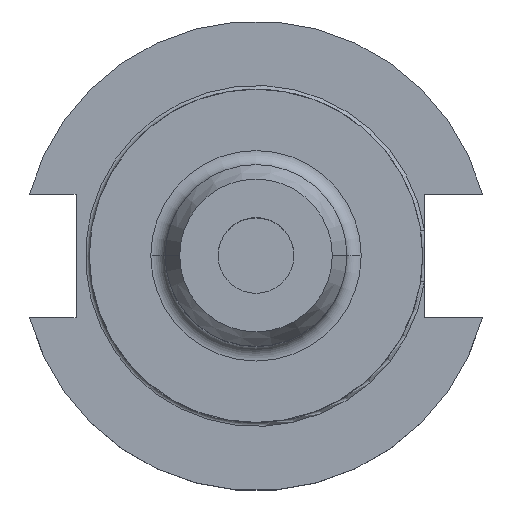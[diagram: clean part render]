
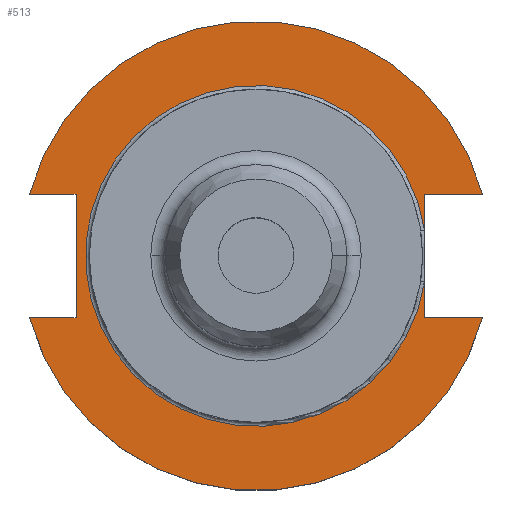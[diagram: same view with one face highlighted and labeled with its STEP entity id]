
A CAD part, top view. The second image highlights one B-rep face of the part: STEP entity #513.
In plain terms, the highlighted planar face has unit normal (0, 0, 1).
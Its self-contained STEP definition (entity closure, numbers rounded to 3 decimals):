
#6 = AXIS2_PLACEMENT_3D ( 'NONE', #1520, #699, #1658 ) ;
#21 = CARTESIAN_POINT ( 'NONE',  ( 35.306, 12.954, 19.05 ) ) ;
#48 = CARTESIAN_POINT ( 'NONE',  ( -63.719, -12.954, 19.05 ) ) ;
#74 = CIRCLE ( 'NONE', #1067, 35.725 ) ;
#170 = EDGE_CURVE ( 'NONE', #1724, #1291, #548, .T. ) ;
#189 = DIRECTION ( 'NONE',  ( 1., 0., 0. ) ) ;
#190 = VECTOR ( 'NONE', #1618, 1000. ) ;
#203 = DIRECTION ( 'NONE',  ( 0., 0., 1. ) ) ;
#242 = CARTESIAN_POINT ( 'NONE',  ( -47.477, 12.954, 19.05 ) ) ;
#257 = DIRECTION ( 'NONE',  ( 0., -1., 0. ) ) ;
#285 = CARTESIAN_POINT ( 'NONE',  ( 35.306, -5.455, 19.05 ) ) ;
#287 = CARTESIAN_POINT ( 'NONE',  ( 35.306, 5.455, 19.05 ) ) ;
#292 = VERTEX_POINT ( 'NONE', #986 ) ;
#327 = LINE ( 'NONE', #354, #1755 ) ;
#333 = CARTESIAN_POINT ( 'NONE',  ( 0., 0., 19.05 ) ) ;
#346 = EDGE_CURVE ( 'NONE', #1141, #475, #1721, .T. ) ;
#347 = LINE ( 'NONE', #48, #685 ) ;
#350 = PLANE ( 'NONE',  #1485 ) ;
#354 = CARTESIAN_POINT ( 'NONE',  ( 35.306, 12.954, 19.05 ) ) ;
#371 = CARTESIAN_POINT ( 'NONE',  ( -37.719, 12.954, 19.05 ) ) ;
#388 = VERTEX_POINT ( 'NONE', #242 ) ;
#407 = EDGE_CURVE ( 'NONE', #292, #388, #1227, .T. ) ;
#422 = CARTESIAN_POINT ( 'NONE',  ( 35.306, 12.954, 19.05 ) ) ;
#441 = VECTOR ( 'NONE', #257, 1000. ) ;
#444 = EDGE_CURVE ( 'NONE', #790, #710, #485, .T. ) ;
#448 = CARTESIAN_POINT ( 'NONE',  ( -37.719, -12.954, 19.05 ) ) ;
#462 = ORIENTED_EDGE ( 'NONE', *, *, #444, .F. ) ;
#475 = VERTEX_POINT ( 'NONE', #836 ) ;
#485 = LINE ( 'NONE', #965, #441 ) ;
#513 = ADVANCED_FACE ( 'NONE', ( #1531 ), #350, .T. ) ;
#548 = LINE ( 'NONE', #422, #1609 ) ;
#584 = ORIENTED_EDGE ( 'NONE', *, *, #407, .F. ) ;
#592 = EDGE_CURVE ( 'NONE', #1210, #292, #1735, .T. ) ;
#603 = CARTESIAN_POINT ( 'NONE',  ( 35.306, -12.954, 19.05 ) ) ;
#615 = ORIENTED_EDGE ( 'NONE', *, *, #1005, .F. ) ;
#636 = VECTOR ( 'NONE', #1461, 1000. ) ;
#684 = DIRECTION ( 'NONE',  ( 0., 0., -1. ) ) ;
#685 = VECTOR ( 'NONE', #751, 1000. ) ;
#699 = DIRECTION ( 'NONE',  ( 0., 0., 1. ) ) ;
#700 = CIRCLE ( 'NONE', #6, 49.212 ) ;
#710 = VERTEX_POINT ( 'NONE', #287 ) ;
#721 = ORIENTED_EDGE ( 'NONE', *, *, #1097, .F. ) ;
#751 = DIRECTION ( 'NONE',  ( 1., 0., 0. ) ) ;
#754 = ORIENTED_EDGE ( 'NONE', *, *, #1312, .F. ) ;
#790 = VERTEX_POINT ( 'NONE', #21 ) ;
#836 = CARTESIAN_POINT ( 'NONE',  ( 47.477, -12.954, 19.05 ) ) ;
#933 = CARTESIAN_POINT ( 'NONE',  ( 35.306, -12.954, 19.05 ) ) ;
#938 = LINE ( 'NONE', #933, #190 ) ;
#959 = DIRECTION ( 'NONE',  ( -1., 0., 0. ) ) ;
#965 = CARTESIAN_POINT ( 'NONE',  ( 35.306, 12.954, 19.05 ) ) ;
#986 = CARTESIAN_POINT ( 'NONE',  ( -37.719, 12.954, 19.05 ) ) ;
#1005 = EDGE_CURVE ( 'NONE', #1189, #790, #327, .T. ) ;
#1038 = DIRECTION ( 'NONE',  ( 0., 0., 1. ) ) ;
#1051 = CARTESIAN_POINT ( 'NONE',  ( 0., 49.212, 19.05 ) ) ;
#1067 = AXIS2_PLACEMENT_3D ( 'NONE', #1503, #684, #1642 ) ;
#1097 = EDGE_CURVE ( 'NONE', #1291, #475, #938, .T. ) ;
#1116 = ORIENTED_EDGE ( 'NONE', *, *, #592, .F. ) ;
#1130 = ORIENTED_EDGE ( 'NONE', *, *, #1647, .T. ) ;
#1141 = VERTEX_POINT ( 'NONE', #1357 ) ;
#1189 = VERTEX_POINT ( 'NONE', #1364 ) ;
#1191 = DIRECTION ( 'NONE',  ( 1., 0., 0. ) ) ;
#1210 = VERTEX_POINT ( 'NONE', #448 ) ;
#1227 = LINE ( 'NONE', #1440, #1309 ) ;
#1246 = DIRECTION ( 'NONE',  ( 0., -1., 0. ) ) ;
#1291 = VERTEX_POINT ( 'NONE', #603 ) ;
#1309 = VECTOR ( 'NONE', #959, 1000. ) ;
#1312 = EDGE_CURVE ( 'NONE', #1141, #1210, #347, .T. ) ;
#1357 = CARTESIAN_POINT ( 'NONE',  ( -47.477, -12.954, 19.05 ) ) ;
#1364 = CARTESIAN_POINT ( 'NONE',  ( 47.477, 12.954, 19.05 ) ) ;
#1365 = AXIS2_PLACEMENT_3D ( 'NONE', #333, #1038, #189 ) ;
#1440 = CARTESIAN_POINT ( 'NONE',  ( -63.719, 12.954, 19.05 ) ) ;
#1461 = DIRECTION ( 'NONE',  ( 0., 1., 0. ) ) ;
#1485 = AXIS2_PLACEMENT_3D ( 'NONE', #1051, #203, #1191 ) ;
#1503 = CARTESIAN_POINT ( 'NONE',  ( 0., 0., 19.05 ) ) ;
#1520 = CARTESIAN_POINT ( 'NONE',  ( 0., 0., 19.05 ) ) ;
#1531 = FACE_OUTER_BOUND ( 'NONE', #1648, .T. ) ;
#1589 = EDGE_CURVE ( 'NONE', #1724, #710, #74, .T. ) ;
#1596 = DIRECTION ( 'NONE',  ( -1., 0., 0. ) ) ;
#1609 = VECTOR ( 'NONE', #1246, 1000. ) ;
#1618 = DIRECTION ( 'NONE',  ( 1., 0., 0. ) ) ;
#1642 = DIRECTION ( 'NONE',  ( 1., 0., 0. ) ) ;
#1647 = EDGE_CURVE ( 'NONE', #1189, #388, #700, .T. ) ;
#1648 = EDGE_LOOP ( 'NONE', ( #1680, #1732, #462, #615, #1130, #584, #1116, #754, #1767, #721 ) ) ;
#1658 = DIRECTION ( 'NONE',  ( 1., 0., 0. ) ) ;
#1680 = ORIENTED_EDGE ( 'NONE', *, *, #170, .F. ) ;
#1721 = CIRCLE ( 'NONE', #1365, 49.212 ) ;
#1724 = VERTEX_POINT ( 'NONE', #285 ) ;
#1732 = ORIENTED_EDGE ( 'NONE', *, *, #1589, .T. ) ;
#1735 = LINE ( 'NONE', #371, #636 ) ;
#1755 = VECTOR ( 'NONE', #1596, 1000. ) ;
#1767 = ORIENTED_EDGE ( 'NONE', *, *, #346, .T. ) ;
